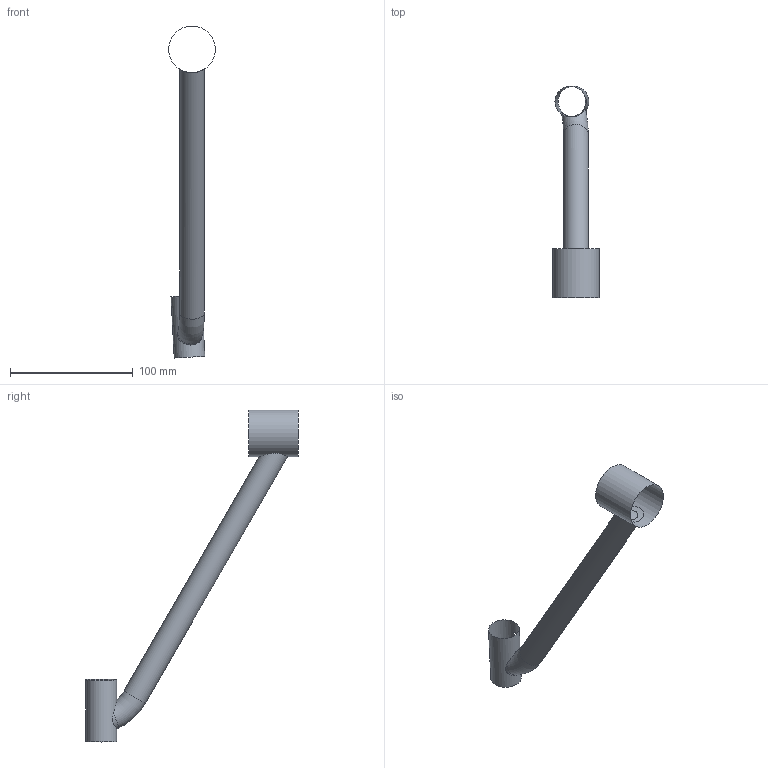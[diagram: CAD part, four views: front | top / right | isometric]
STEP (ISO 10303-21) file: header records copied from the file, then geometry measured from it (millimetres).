
FILE_DESCRIPTION(/* description */ (''),/* implementation_level */ '2;1');
FILE_NAME(/* name */ 'TUB_SX_BRACCIO_SOSP_ANT__2_MIR.stp',/* time_stamp */ '2016-06-02T11:51:39+02:00',/* author */ (''),/* organization */ (''),/* preprocessor_version */ 'ST-DEVELOPER v16.5',/* originating_system */ 'Autodesk Translation Framework v5.0.0.3310',/* authorisation */ '');
FILE_SCHEMA (('AUTOMOTIVE_DESIGN { 1 0 10303 214 3 1 1 }'));
Length unit declared in the file: centimetre
Products named in the file (1): TUB_SX_BRACCIO_SOSP_ANT__2_MIR
Bounding box: 38 x 172.5 x 270.1 mm (x, y, z)
Volume: 50205.6 mm3; surface area: 34346.1 mm2
Topology: 1 solids, 3 shells, 9 faces, 26 edges, 19 vertices
Faces by surface type: cylinder 7, torus 2
Full cylindrical faces by diameter (mm): 12 x1, 20 x1, 25 x1, 38 x1
Entity records: 460 total; most frequent: CARTESIAN_POINT 253, DIRECTION 34, ORIENTED_EDGE 24, EDGE_LOOP 18, AXIS2_PLACEMENT_3D 17, EDGE_CURVE 15, VERTEX_POINT 14, FACE_BOUND 9
